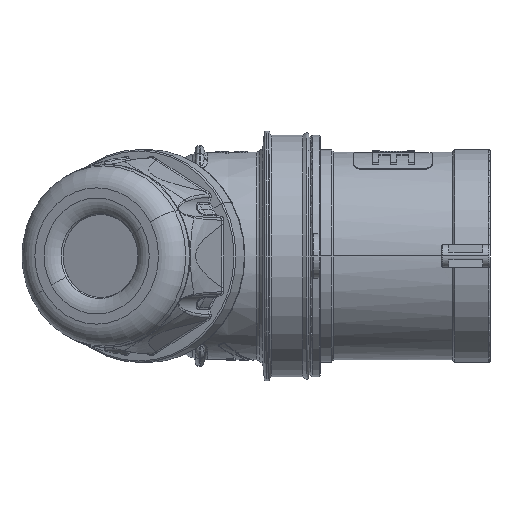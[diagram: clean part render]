
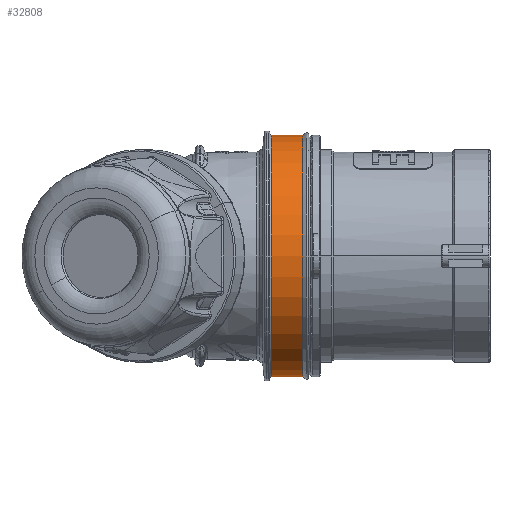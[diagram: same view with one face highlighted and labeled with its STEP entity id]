
A CAD part, front view. The second image highlights one B-rep face of the part: STEP entity #32808.
In plain terms, the highlighted cylindrical face has radius 32.35 mm (diameter 64.7 mm), a partial arc.
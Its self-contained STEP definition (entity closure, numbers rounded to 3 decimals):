
#452 = DIRECTION ( 'NONE',  ( 1., 0., 0. ) ) ;
#4176 = EDGE_LOOP ( 'NONE', ( #58999, #39820, #41110, #30335 ) ) ;
#4302 = CARTESIAN_POINT ( 'NONE',  ( -1.891, 0., -32.35 ) ) ;
#4972 = VERTEX_POINT ( 'NONE', #43886 ) ;
#5932 = DIRECTION ( 'NONE',  ( 0., 0., -1. ) ) ;
#5986 = DIRECTION ( 'NONE',  ( 0., 0., -1. ) ) ;
#6377 = CARTESIAN_POINT ( 'NONE',  ( 1.132, 0., 32.35 ) ) ;
#9837 = EDGE_CURVE ( 'NONE', #4972, #42577, #53100, .T. ) ;
#10947 = CYLINDRICAL_SURFACE ( 'NONE', #23665, 32.35 ) ;
#14520 = DIRECTION ( 'NONE',  ( 0., 0., -1. ) ) ;
#14602 = EDGE_CURVE ( 'Defeature ausgef�hrt1_52+Defeature ausgef�hrt1_53+Defeature ausgef�hrt1_53+Defeature ausgef�hrt1_53', #4972, #54521, #44167, .T. ) ;
#15006 = FACE_OUTER_BOUND ( 'NONE', #4176, .T. ) ;
#16053 = VERTEX_POINT ( 'NONE', #4302 ) ;
#18044 = DIRECTION ( 'NONE',  ( 1., 0., 0. ) ) ;
#18170 = LINE ( 'NONE', #27266, #41937 ) ;
#22560 = DIRECTION ( 'NONE',  ( 1., 0., 0. ) ) ;
#23665 = AXIS2_PLACEMENT_3D ( 'NONE', #39178, #48890, #5932 ) ;
#27266 = CARTESIAN_POINT ( 'NONE',  ( 1.132, 0., -32.35 ) ) ;
#30335 = ORIENTED_EDGE ( 'NONE', *, *, #61472, .F. ) ;
#31819 = CARTESIAN_POINT ( 'NONE',  ( -10.315, 0., -32.35 ) ) ;
#32808 = ADVANCED_FACE ( 'Defeature ausgef�hrt1_52', ( #15006 ), #10947, .T. ) ;
#34528 = CARTESIAN_POINT ( 'NONE',  ( -10.315, 0., 0. ) ) ;
#35857 = CIRCLE ( 'NONE', #51882, 32.35 ) ;
#39178 = CARTESIAN_POINT ( 'NONE',  ( 1.132, 0., 0. ) ) ;
#39820 = ORIENTED_EDGE ( 'NONE', *, *, #14602, .T. ) ;
#41110 = ORIENTED_EDGE ( 'NONE', *, *, #41537, .T. ) ;
#41537 = EDGE_CURVE ( 'NONE', #54521, #16053, #18170, .T. ) ;
#41937 = VECTOR ( 'NONE', #22560, 1000. ) ;
#42577 = VERTEX_POINT ( 'NONE', #47997 ) ;
#43067 = CARTESIAN_POINT ( 'NONE',  ( -1.891, 0., 0. ) ) ;
#43886 = CARTESIAN_POINT ( 'NONE',  ( -10.315, 0., 32.35 ) ) ;
#44167 = CIRCLE ( 'NONE', #53162, 32.35 ) ;
#45469 = VECTOR ( 'NONE', #452, 1000. ) ;
#47997 = CARTESIAN_POINT ( 'NONE',  ( -1.891, 0., 32.35 ) ) ;
#48890 = DIRECTION ( 'NONE',  ( 1., 0., 0. ) ) ;
#48947 = DIRECTION ( 'NONE',  ( 1., 0., 0. ) ) ;
#51882 = AXIS2_PLACEMENT_3D ( 'NONE', #43067, #18044, #14520 ) ;
#53100 = LINE ( 'NONE', #6377, #45469 ) ;
#53162 = AXIS2_PLACEMENT_3D ( 'NONE', #34528, #48947, #5986 ) ;
#54521 = VERTEX_POINT ( 'NONE', #31819 ) ;
#58999 = ORIENTED_EDGE ( 'NONE', *, *, #9837, .F. ) ;
#61472 = EDGE_CURVE ( 'Defeature ausgef�hrt1_51+Defeature ausgef�hrt1_52+Defeature ausgef�hrt1_52+Defeature ausgef�hrt1_52', #42577, #16053, #35857, .T. ) ;
